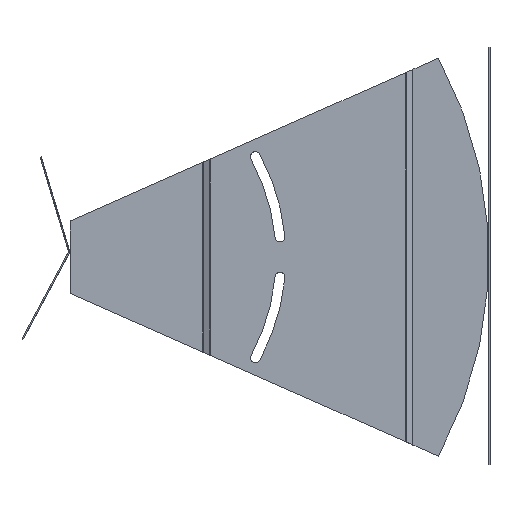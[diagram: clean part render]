
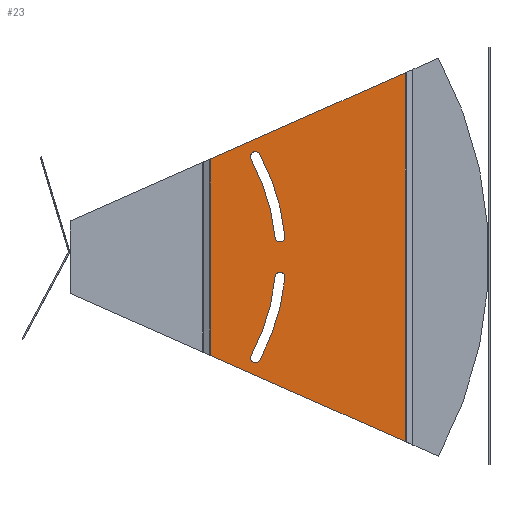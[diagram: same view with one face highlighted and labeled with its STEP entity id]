
A CAD part, front view. The second image highlights one B-rep face of the part: STEP entity #23.
In plain terms, the highlighted face is planar.
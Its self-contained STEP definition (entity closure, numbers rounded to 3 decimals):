
#23 = ADVANCED_FACE ( 'NONE', ( #410, #413, #408 ), #2785, .F. ) ;
#189 = EDGE_LOOP ( 'NONE', ( #2145, #2146, #2147, #2148 ) ) ;
#191 = EDGE_LOOP ( 'NONE', ( #2141, #2142, #2143, #2144 ) ) ;
#192 = EDGE_LOOP ( 'NONE', ( #2149, #2150, #3418, #3406 ) ) ;
#408 = FACE_OUTER_BOUND ( 'NONE', #192, .T. ) ;
#410 = FACE_BOUND ( 'NONE', #191, .T. ) ;
#413 = FACE_BOUND ( 'NONE', #189, .T. ) ;
#569 = VERTEX_POINT ( 'NONE', #3994 ) ;
#575 = VERTEX_POINT ( 'NONE', #4002 ) ;
#580 = VERTEX_POINT ( 'NONE', #4001 ) ;
#588 = VERTEX_POINT ( 'NONE', #4007 ) ;
#589 = VERTEX_POINT ( 'NONE', #4011 ) ;
#591 = VERTEX_POINT ( 'NONE', #4008 ) ;
#592 = VERTEX_POINT ( 'NONE', #4013 ) ;
#594 = VERTEX_POINT ( 'NONE', #4010 ) ;
#599 = VERTEX_POINT ( 'NONE', #4014 ) ;
#600 = VERTEX_POINT ( 'NONE', #4018 ) ;
#602 = VERTEX_POINT ( 'NONE', #4016 ) ;
#603 = VERTEX_POINT ( 'NONE', #4020 ) ;
#1231 = LINE ( 'NONE', #4141, #1233 ) ;
#1232 = CIRCLE ( 'NONE', #1455, 152.5 ) ;
#1233 = VECTOR ( 'NONE', #4143, 1000. ) ;
#1234 = CIRCLE ( 'NONE', #1453, 145.5 ) ;
#1235 = CIRCLE ( 'NONE', #1454, 3.5 ) ;
#1236 = CIRCLE ( 'NONE', #1457, 3.5 ) ;
#1237 = CIRCLE ( 'NONE', #1456, 3.5 ) ;
#1238 = LINE ( 'NONE', #4170, #1246 ) ;
#1239 = CIRCLE ( 'NONE', #1458, 152.5 ) ;
#1240 = CIRCLE ( 'NONE', #1459, 3.5 ) ;
#1241 = CIRCLE ( 'NONE', #1460, 145.5 ) ;
#1242 = LINE ( 'NONE', #4164, #1244 ) ;
#1243 = LINE ( 'NONE', #4174, #1245 ) ;
#1244 = VECTOR ( 'NONE', #4165, 1000. ) ;
#1245 = VECTOR ( 'NONE', #4176, 1000. ) ;
#1246 = VECTOR ( 'NONE', #4177, 1000. ) ;
#1453 = AXIS2_PLACEMENT_3D ( 'NONE', #4146, #4147, #4148 ) ;
#1454 = AXIS2_PLACEMENT_3D ( 'NONE', #4149, #4150, #4151 ) ;
#1455 = AXIS2_PLACEMENT_3D ( 'NONE', #4152, #4153, #4154 ) ;
#1456 = AXIS2_PLACEMENT_3D ( 'NONE', #4155, #4156, #4157 ) ;
#1457 = AXIS2_PLACEMENT_3D ( 'NONE', #4158, #4159, #4160 ) ;
#1458 = AXIS2_PLACEMENT_3D ( 'NONE', #4161, #4162, #4163 ) ;
#1459 = AXIS2_PLACEMENT_3D ( 'NONE', #4166, #4167, #4168 ) ;
#1460 = AXIS2_PLACEMENT_3D ( 'NONE', #4171, #4172, #4173 ) ;
#2141 = ORIENTED_EDGE ( 'NONE', *, *, #2501, .F. ) ;
#2142 = ORIENTED_EDGE ( 'NONE', *, *, #2502, .F. ) ;
#2143 = ORIENTED_EDGE ( 'NONE', *, *, #2503, .F. ) ;
#2144 = ORIENTED_EDGE ( 'NONE', *, *, #2504, .F. ) ;
#2145 = ORIENTED_EDGE ( 'NONE', *, *, #2505, .F. ) ;
#2146 = ORIENTED_EDGE ( 'NONE', *, *, #2506, .F. ) ;
#2147 = ORIENTED_EDGE ( 'NONE', *, *, #2507, .F. ) ;
#2148 = ORIENTED_EDGE ( 'NONE', *, *, #2508, .F. ) ;
#2149 = ORIENTED_EDGE ( 'NONE', *, *, #2499, .T. ) ;
#2150 = ORIENTED_EDGE ( 'NONE', *, *, #2509, .F. ) ;
#2499 = EDGE_CURVE ( 'NONE', #589, #588, #1231, .T. ) ;
#2501 = EDGE_CURVE ( 'NONE', #580, #591, #1234, .T. ) ;
#2502 = EDGE_CURVE ( 'NONE', #575, #580, #1235, .T. ) ;
#2503 = EDGE_CURVE ( 'NONE', #594, #575, #1232, .T. ) ;
#2504 = EDGE_CURVE ( 'NONE', #591, #594, #1237, .T. ) ;
#2505 = EDGE_CURVE ( 'NONE', #569, #599, #1236, .T. ) ;
#2506 = EDGE_CURVE ( 'NONE', #592, #569, #1239, .T. ) ;
#2507 = EDGE_CURVE ( 'NONE', #600, #592, #1240, .T. ) ;
#2508 = EDGE_CURVE ( 'NONE', #599, #600, #1241, .T. ) ;
#2509 = EDGE_CURVE ( 'NONE', #602, #588, #1242, .T. ) ;
#2510 = EDGE_CURVE ( 'NONE', #603, #602, #1243, .T. ) ;
#2511 = EDGE_CURVE ( 'NONE', #589, #603, #1238, .T. ) ;
#2712 = AXIS2_PLACEMENT_3D ( 'NONE', #2787, #2792, #2783 ) ;
#2783 = DIRECTION ( 'NONE',  ( 0., 0., 1. ) ) ;
#2785 = PLANE ( 'NONE',  #2712 ) ;
#2787 = CARTESIAN_POINT ( 'NONE',  ( 3.3, 99.118, 200. ) ) ;
#2792 = DIRECTION ( 'NONE',  ( -1., 0., 0. ) ) ;
#3406 = ORIENTED_EDGE ( 'NONE', *, *, #2511, .F. ) ;
#3418 = ORIENTED_EDGE ( 'NONE', *, *, #2510, .F. ) ;
#3994 = CARTESIAN_POINT ( 'NONE',  ( 3.3, 134.02, 72.767 ) ) ;
#4001 = CARTESIAN_POINT ( 'NONE',  ( 3.3, 144.83, -13.946 ) ) ;
#4002 = CARTESIAN_POINT ( 'NONE',  ( 3.3, 151.798, -14.616 ) ) ;
#4007 = CARTESIAN_POINT ( 'NONE',  ( 3.3, 99.118, -69.486 ) ) ;
#4008 = CARTESIAN_POINT ( 'NONE',  ( 3.3, 127.868, -69.427 ) ) ;
#4010 = CARTESIAN_POINT ( 'NONE',  ( 3.3, 134.02, -72.767 ) ) ;
#4011 = CARTESIAN_POINT ( 'NONE',  ( 3.3, 99.118, 69.486 ) ) ;
#4013 = CARTESIAN_POINT ( 'NONE',  ( 3.3, 151.798, 14.616 ) ) ;
#4014 = CARTESIAN_POINT ( 'NONE',  ( 3.3, 127.868, 69.427 ) ) ;
#4016 = CARTESIAN_POINT ( 'NONE',  ( 3.3, 236.882, -130.413 ) ) ;
#4018 = CARTESIAN_POINT ( 'NONE',  ( 3.3, 144.83, 13.946 ) ) ;
#4020 = CARTESIAN_POINT ( 'NONE',  ( 3.3, 236.882, 130.413 ) ) ;
#4141 = CARTESIAN_POINT ( 'NONE',  ( 3.3, 99.118, 200. ) ) ;
#4143 = DIRECTION ( 'NONE',  ( 0., 0., -1. ) ) ;
#4146 = CARTESIAN_POINT ( 'NONE',  ( 3.3, 0., 0. ) ) ;
#4147 = DIRECTION ( 'NONE',  ( -1., 0., 0. ) ) ;
#4148 = DIRECTION ( 'NONE',  ( 0., -1., 0. ) ) ;
#4149 = CARTESIAN_POINT ( 'NONE',  ( 3.3, 148.314, -14.281 ) ) ;
#4150 = DIRECTION ( 'NONE',  ( 1., 0., 0. ) ) ;
#4151 = DIRECTION ( 'NONE',  ( 0., -1., 0. ) ) ;
#4152 = CARTESIAN_POINT ( 'NONE',  ( 3.3, 0., 0. ) ) ;
#4153 = DIRECTION ( 'NONE',  ( 1., 0., 0. ) ) ;
#4154 = DIRECTION ( 'NONE',  ( 0., -1., 0. ) ) ;
#4155 = CARTESIAN_POINT ( 'NONE',  ( 3.3, 130.944, -71.097 ) ) ;
#4156 = DIRECTION ( 'NONE',  ( 1., 0., 0. ) ) ;
#4157 = DIRECTION ( 'NONE',  ( 0., -1., 0. ) ) ;
#4158 = CARTESIAN_POINT ( 'NONE',  ( 3.3, 130.944, 71.097 ) ) ;
#4159 = DIRECTION ( 'NONE',  ( 1., 0., 0. ) ) ;
#4160 = DIRECTION ( 'NONE',  ( 0., 1., 0. ) ) ;
#4161 = CARTESIAN_POINT ( 'NONE',  ( 3.3, 0., 0. ) ) ;
#4162 = DIRECTION ( 'NONE',  ( 1., 0., 0. ) ) ;
#4163 = DIRECTION ( 'NONE',  ( 0., 1., 0. ) ) ;
#4164 = CARTESIAN_POINT ( 'NONE',  ( 3.3, 260.368, -140.8 ) ) ;
#4165 = DIRECTION ( 'NONE',  ( 0., -0.915, 0.404 ) ) ;
#4166 = CARTESIAN_POINT ( 'NONE',  ( 3.3, 148.314, 14.281 ) ) ;
#4167 = DIRECTION ( 'NONE',  ( 1., 0., 0. ) ) ;
#4168 = DIRECTION ( 'NONE',  ( 0., 1., 0. ) ) ;
#4170 = CARTESIAN_POINT ( 'NONE',  ( 3.3, 260.368, 140.8 ) ) ;
#4171 = CARTESIAN_POINT ( 'NONE',  ( 3.3, 0., 0. ) ) ;
#4172 = DIRECTION ( 'NONE',  ( -1., 0., 0. ) ) ;
#4173 = DIRECTION ( 'NONE',  ( 0., 1., 0. ) ) ;
#4174 = CARTESIAN_POINT ( 'NONE',  ( 3.3, 236.882, 200. ) ) ;
#4176 = DIRECTION ( 'NONE',  ( 0., 0., -1. ) ) ;
#4177 = DIRECTION ( 'NONE',  ( 0., 0.915, 0.404 ) ) ;
